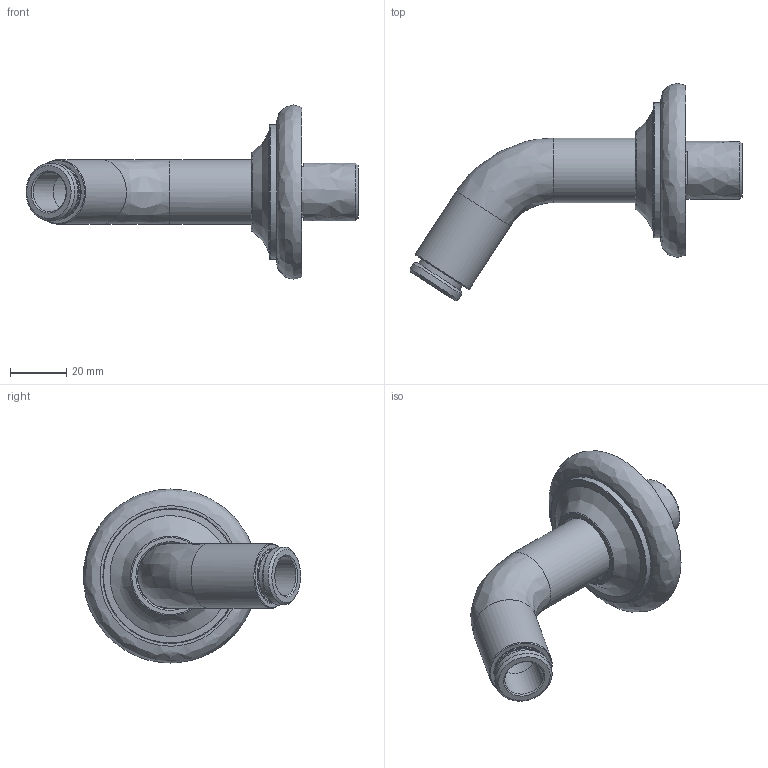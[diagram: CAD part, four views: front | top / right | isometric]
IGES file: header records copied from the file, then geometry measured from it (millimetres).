
Global section: file name: V2K790-A; native system: Autodesk Inventor 2024; preprocessor: unknown; author: kwhieldon; date: 20240723.102349; units: millimetre
Bounding box: 118.29 x 77.47 x 62 mm (x, y, z)
Volume: 51351.9 mm3; surface area: 30593.7 mm2
Topology: 5 solids, 5 shells, 65 faces, 152 edges, 107 vertices
Faces by surface type: bspline 65
